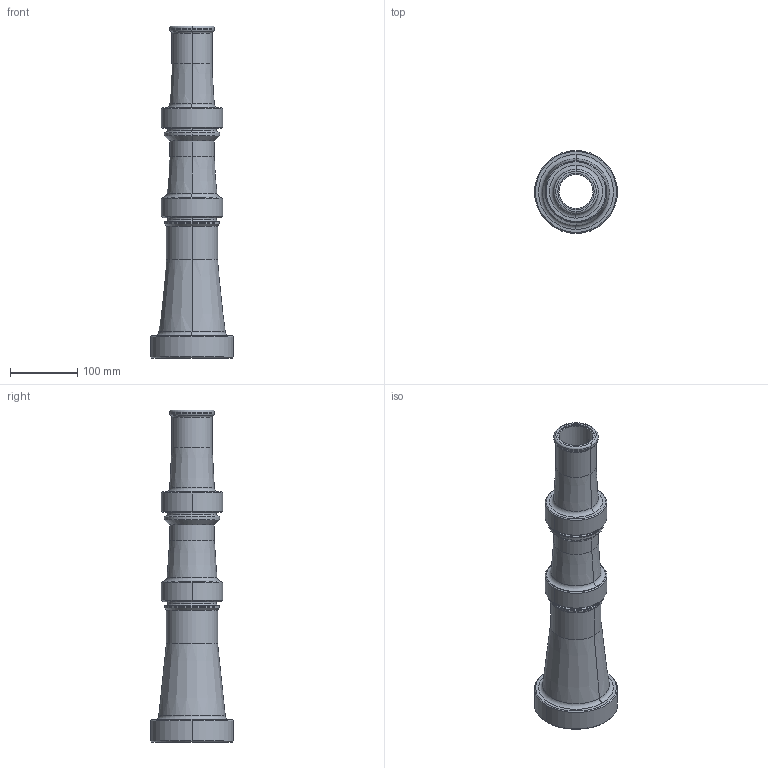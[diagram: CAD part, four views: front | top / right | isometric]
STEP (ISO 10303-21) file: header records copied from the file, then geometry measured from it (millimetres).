
FILE_DESCRIPTION((''),'2;1');
FILE_NAME('34990001_SW0001','2017-03-16T',('jhabegger'),(''),'CREO PARAMETRIC BY PTC INC, 2015290','CREO PARAMETRIC BY PTC INC, 2015290','');
FILE_SCHEMA(('CONFIG_CONTROL_DESIGN'));
Length unit declared in the file: inch
Products named in the file (1): 34990001_SW0001
Bounding box: 123.83 x 123.83 x 495.33 mm (x, y, z)
Volume: 880882.4 mm3; surface area: 250510.4 mm2
Topology: 1 solids, 1 shells, 145 faces, 296 edges, 170 vertices
Faces by surface type: cylinder 52, cone 42, torus 28, plane 19, bspline 4
Entity records: 3965 total; most frequent: DIRECTION 780, CARTESIAN_POINT 719, ORIENTED_EDGE 592, AXIS2_PLACEMENT_3D 343, EDGE_CURVE 296, CIRCLE 202, VERTEX_POINT 170, EDGE_LOOP 164
